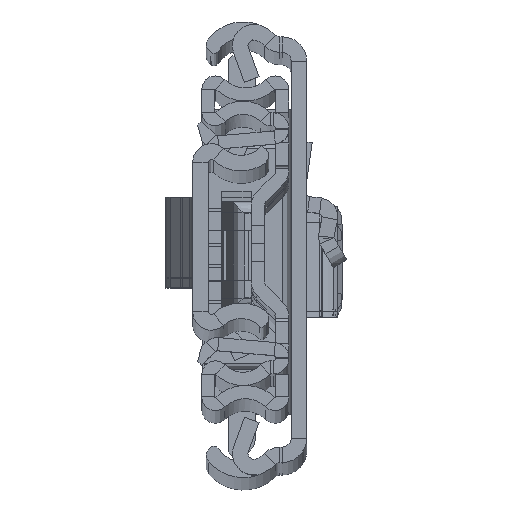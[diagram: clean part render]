
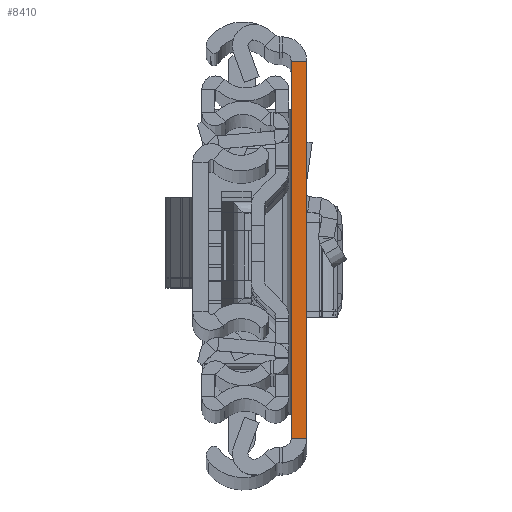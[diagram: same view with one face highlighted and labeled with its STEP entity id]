
A CAD part, top view. The second image highlights one B-rep face of the part: STEP entity #8410.
In plain terms, the highlighted planar face has unit normal (0, 0, 1).
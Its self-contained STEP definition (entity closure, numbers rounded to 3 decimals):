
#38 = VECTOR ( 'NONE', #15336, 1000. ) ;
#198 = LINE ( 'NONE', #4682, #38 ) ;
#953 = VECTOR ( 'NONE', #4970, 1000. ) ;
#1324 = DIRECTION ( 'NONE',  ( 0., 0., -1. ) ) ;
#1924 = ORIENTED_EDGE ( 'NONE', *, *, #5093, .F. ) ;
#2292 = CARTESIAN_POINT ( 'NONE',  ( 2.6, -31.5, 0. ) ) ;
#2530 = VECTOR ( 'NONE', #12212, 1000. ) ;
#3586 = LINE ( 'NONE', #12288, #953 ) ;
#4074 = DIRECTION ( 'NONE',  ( 0., 1., 0. ) ) ;
#4235 = PLANE ( 'NONE',  #7220 ) ;
#4533 = ORIENTED_EDGE ( 'NONE', *, *, #7646, .T. ) ;
#4591 = VERTEX_POINT ( 'NONE', #15444 ) ;
#4682 = CARTESIAN_POINT ( 'NONE',  ( 2.6, -31.5, 0. ) ) ;
#4822 = VERTEX_POINT ( 'NONE', #7527 ) ;
#4970 = DIRECTION ( 'NONE',  ( 1., 0., 0. ) ) ;
#5093 = EDGE_CURVE ( 'NONE', #4822, #4591, #11584, .T. ) ;
#5707 = DIRECTION ( 'NONE',  ( 0., 1., 0. ) ) ;
#6115 = VECTOR ( 'NONE', #4074, 1000. ) ;
#6173 = CARTESIAN_POINT ( 'NONE',  ( 2.6, -31.5, 0. ) ) ;
#6597 = VERTEX_POINT ( 'NONE', #10966 ) ;
#7220 = AXIS2_PLACEMENT_3D ( 'NONE', #16188, #1324, #5707 ) ;
#7527 = CARTESIAN_POINT ( 'NONE',  ( 0., -31.5, 0. ) ) ;
#7646 = EDGE_CURVE ( 'NONE', #12374, #6597, #198, .T. ) ;
#8098 = EDGE_LOOP ( 'NONE', ( #18512, #1924, #14247, #4533 ) ) ;
#8410 = ADVANCED_FACE ( 'NONE', ( #19170 ), #4235, .F. ) ;
#10846 = EDGE_CURVE ( 'NONE', #4591, #6597, #3586, .T. ) ;
#10966 = CARTESIAN_POINT ( 'NONE',  ( 2.6, 31.5, 0. ) ) ;
#11584 = LINE ( 'NONE', #17599, #6115 ) ;
#12018 = LINE ( 'NONE', #6173, #2530 ) ;
#12212 = DIRECTION ( 'NONE',  ( 1., 0., 0. ) ) ;
#12288 = CARTESIAN_POINT ( 'NONE',  ( 2.6, 31.5, 0. ) ) ;
#12374 = VERTEX_POINT ( 'NONE', #2292 ) ;
#14247 = ORIENTED_EDGE ( 'NONE', *, *, #16641, .T. ) ;
#15336 = DIRECTION ( 'NONE',  ( 0., 1., 0. ) ) ;
#15444 = CARTESIAN_POINT ( 'NONE',  ( 0., 31.5, 0. ) ) ;
#16188 = CARTESIAN_POINT ( 'NONE',  ( 2.6, -31.5, 0. ) ) ;
#16641 = EDGE_CURVE ( 'NONE', #4822, #12374, #12018, .T. ) ;
#17599 = CARTESIAN_POINT ( 'NONE',  ( 0., -31.5, 0. ) ) ;
#18512 = ORIENTED_EDGE ( 'NONE', *, *, #10846, .F. ) ;
#19170 = FACE_OUTER_BOUND ( 'NONE', #8098, .T. ) ;
